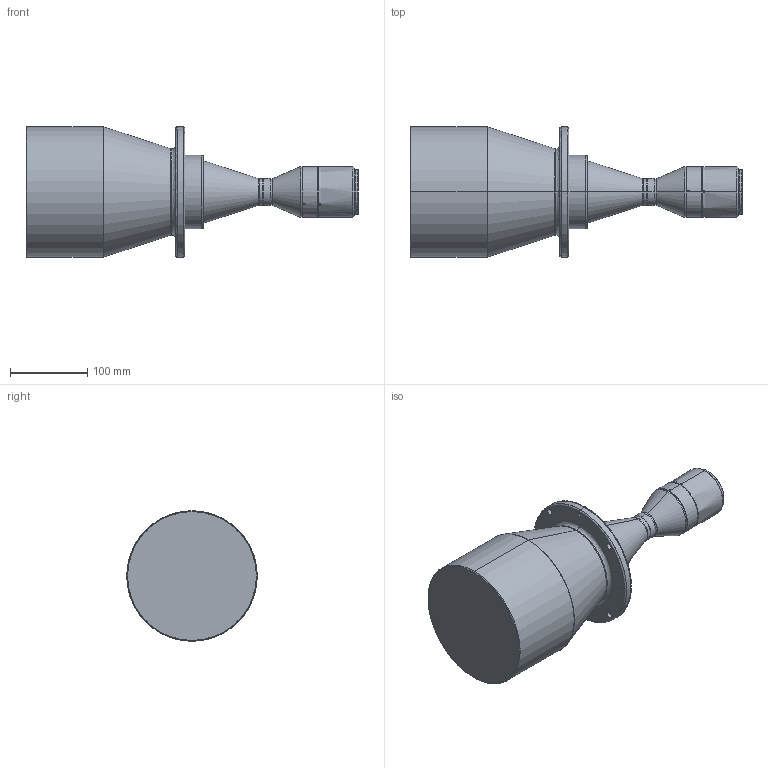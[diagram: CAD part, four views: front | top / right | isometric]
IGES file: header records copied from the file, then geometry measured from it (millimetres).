
Start section: SolidWorks IGES file using analytic representation for surfaces
Global section: file name: DTCM175-136-M58-AL.IGS; native system: SolidWorks 2012; preprocessor: SolidWorks 2012; author: ZXC; date: 181130.162717; units: millimetre
Bounding box: 430.3 x 169 x 169 mm (x, y, z)
Surface area: 204752.1 mm2 (no closed solid volume)
Topology: 0 solids, 0 shells, 109 faces, 2326 edges, 2314 vertices
Faces by surface type: revolution 82, bspline 27
